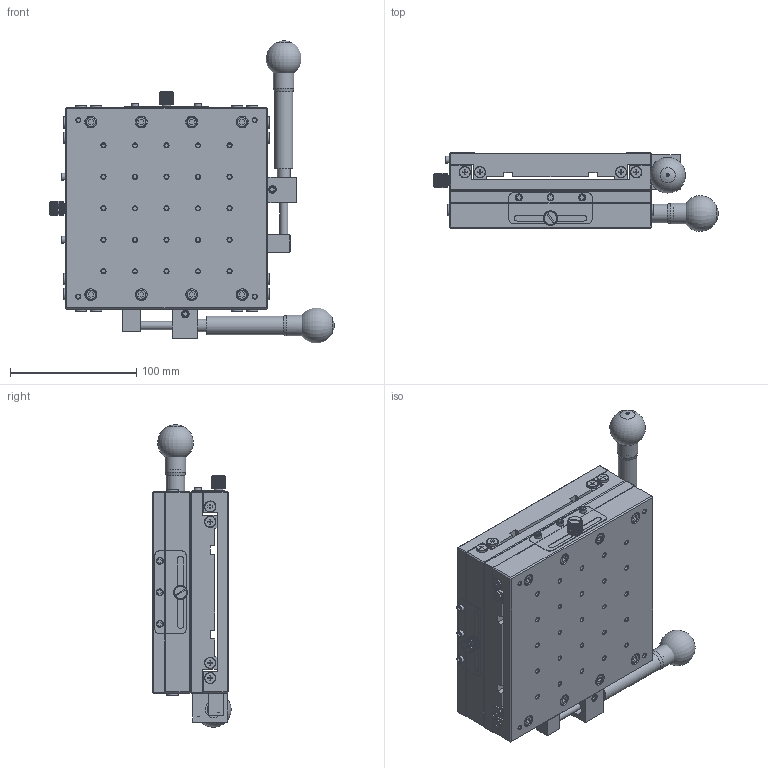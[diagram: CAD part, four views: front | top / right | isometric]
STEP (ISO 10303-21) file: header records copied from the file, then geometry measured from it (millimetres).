
FILE_DESCRIPTION (( 'STEP AP203' ), '1' );
FILE_NAME ('528886.STEP', '2024-11-13T03:00:08', ( 'Windows User' ), ( 'P R C' ), 'SwSTEP 2.0', 'SolidWorks 2020', '' );
FILE_SCHEMA (( 'CONFIG_CONTROL_DESIGN' ));
Products named in the file (1): 528886
Bounding box: 225.46 x 62.15 x 240 mm (x, y, z)
Volume: 1456391 mm3; surface area: 315120.6 mm2
Topology: 8 solids, 8 shells, 5406 faces, 11660 edges, 6428 vertices
Faces by surface type: bspline 2946, plane 1170, cylinder 990, cone 298, torus 2
Full cylindrical faces by diameter (mm): 3 x2, 3.242 x58, 4.5 x8, 5.5 x12, 6 x6, 6.5 x2, 7 x6, 7.5 x4, 8 x10, 8.5 x32, 9 x16, 9.5 x32, 10 x2, 12.15 x2, 14.6 x2, 16.246 x2
Entity records: 194573 total; most frequent: CARTESIAN_POINT 113089, ORIENTED_EDGE 22428, EDGE_CURVE 11214, DIRECTION 9410, VERTEX_POINT 6330, EDGE_LOOP 6036, FACE_OUTER_BOUND 5666, ADVANCED_FACE 5406
